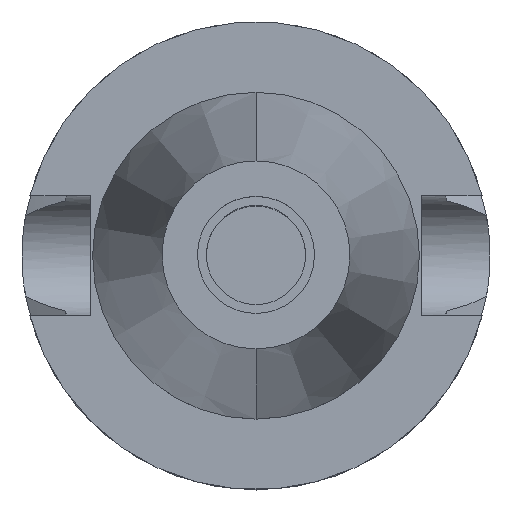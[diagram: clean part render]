
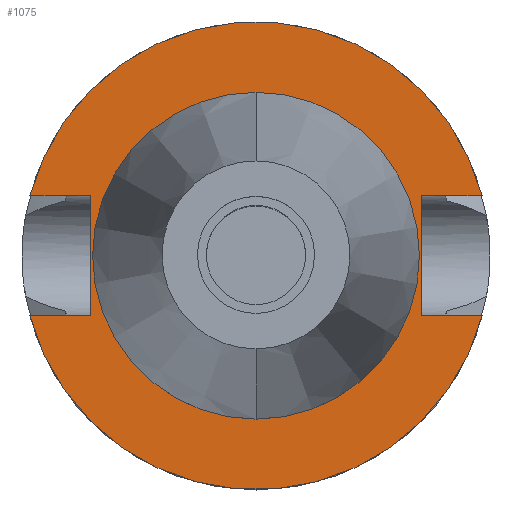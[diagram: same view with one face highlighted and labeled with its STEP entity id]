
A CAD part, top view. The second image highlights one B-rep face of the part: STEP entity #1075.
In plain terms, the highlighted planar face has unit normal (0, 0, 1).
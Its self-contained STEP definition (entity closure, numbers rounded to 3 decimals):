
#35 = DIRECTION ( 'NONE',  ( 0., 1., 0. ) ) ;
#157 = DIRECTION ( 'NONE',  ( 0., 1., 0. ) ) ;
#207 = VERTEX_POINT ( 'NONE', #2701 ) ;
#287 = CARTESIAN_POINT ( 'NONE',  ( 0., 0., -3. ) ) ;
#315 = AXIS2_PLACEMENT_3D ( 'NONE', #287, #507, #2515 ) ;
#316 = CARTESIAN_POINT ( 'NONE',  ( 35.4, -12.85, -3. ) ) ;
#400 = VECTOR ( 'NONE', #1862, 1000. ) ;
#461 = CARTESIAN_POINT ( 'NONE',  ( 35.4, 12.85, -3. ) ) ;
#479 = EDGE_CURVE ( 'NONE', #555, #2345, #1275, .T. ) ;
#500 = EDGE_CURVE ( 'NONE', #2345, #996, #2040, .T. ) ;
#507 = DIRECTION ( 'NONE',  ( 0., 0., 1. ) ) ;
#555 = VERTEX_POINT ( 'NONE', #2404 ) ;
#565 = FACE_BOUND ( 'NONE', #1214, .T. ) ;
#606 = CIRCLE ( 'NONE', #1924, 50. ) ;
#626 = EDGE_CURVE ( 'NONE', #1482, #2610, #2062, .T. ) ;
#643 = LINE ( 'NONE', #2074, #1571 ) ;
#704 = EDGE_CURVE ( 'NONE', #555, #1968, #1502, .T. ) ;
#756 = CARTESIAN_POINT ( 'NONE',  ( 0., 0., -3. ) ) ;
#831 = CIRCLE ( 'NONE', #315, 34.925 ) ;
#848 = ORIENTED_EDGE ( 'NONE', *, *, #626, .F. ) ;
#868 = ORIENTED_EDGE ( 'NONE', *, *, #3115, .T. ) ;
#872 = ORIENTED_EDGE ( 'NONE', *, *, #958, .F. ) ;
#933 = DIRECTION ( 'NONE',  ( 0., 1., 0. ) ) ;
#958 = EDGE_CURVE ( 'NONE', #1888, #3177, #1305, .T. ) ;
#996 = VERTEX_POINT ( 'NONE', #2087 ) ;
#1036 = VECTOR ( 'NONE', #1146, 1000. ) ;
#1075 = ADVANCED_FACE ( 'NONE', ( #3581, #565 ), #3061, .F. ) ;
#1101 = CARTESIAN_POINT ( 'NONE',  ( 0., 34.925, -3. ) ) ;
#1104 = DIRECTION ( 'NONE',  ( 0., -1., 0. ) ) ;
#1105 = CARTESIAN_POINT ( 'NONE',  ( 48.321, 12.85, -3. ) ) ;
#1146 = DIRECTION ( 'NONE',  ( 1., 0., 0. ) ) ;
#1154 = AXIS2_PLACEMENT_3D ( 'NONE', #1676, #3028, #1104 ) ;
#1214 = EDGE_LOOP ( 'NONE', ( #2035, #848 ) ) ;
#1218 = DIRECTION ( 'NONE',  ( -1., 0., 0. ) ) ;
#1275 = LINE ( 'NONE', #2599, #3098 ) ;
#1305 = LINE ( 'NONE', #461, #400 ) ;
#1324 = ORIENTED_EDGE ( 'NONE', *, *, #704, .T. ) ;
#1402 = LINE ( 'NONE', #316, #1036 ) ;
#1465 = DIRECTION ( 'NONE',  ( -1., 0., 0. ) ) ;
#1482 = VERTEX_POINT ( 'NONE', #1101 ) ;
#1490 = EDGE_CURVE ( 'NONE', #996, #3231, #606, .T. ) ;
#1502 = LINE ( 'NONE', #3174, #3517 ) ;
#1509 = EDGE_CURVE ( 'NONE', #2610, #1482, #831, .T. ) ;
#1527 = CARTESIAN_POINT ( 'NONE',  ( 0., -34.925, -3. ) ) ;
#1530 = CARTESIAN_POINT ( 'NONE',  ( 0., 0., -3. ) ) ;
#1543 = CARTESIAN_POINT ( 'NONE',  ( -35.4, 12.85, -3. ) ) ;
#1571 = VECTOR ( 'NONE', #3463, 1000. ) ;
#1608 = EDGE_LOOP ( 'NONE', ( #1324, #2414, #1795, #872, #868, #1990, #1679, #2708 ) ) ;
#1660 = CARTESIAN_POINT ( 'NONE',  ( 35.4, -12.85, -3. ) ) ;
#1676 = CARTESIAN_POINT ( 'NONE',  ( 0., 0., -3. ) ) ;
#1679 = ORIENTED_EDGE ( 'NONE', *, *, #500, .F. ) ;
#1795 = ORIENTED_EDGE ( 'NONE', *, *, #2930, .F. ) ;
#1816 = AXIS2_PLACEMENT_3D ( 'NONE', #756, #2206, #2442 ) ;
#1862 = DIRECTION ( 'NONE',  ( 0., -1., 0. ) ) ;
#1865 = EDGE_CURVE ( 'NONE', #207, #1968, #2859, .T. ) ;
#1888 = VERTEX_POINT ( 'NONE', #2171 ) ;
#1892 = DIRECTION ( 'NONE',  ( 0., 0., -1. ) ) ;
#1908 = CARTESIAN_POINT ( 'NONE',  ( -48.321, -12.85, -3. ) ) ;
#1924 = AXIS2_PLACEMENT_3D ( 'NONE', #1927, #1892, #35 ) ;
#1927 = CARTESIAN_POINT ( 'NONE',  ( 0., 0., -3. ) ) ;
#1968 = VERTEX_POINT ( 'NONE', #1908 ) ;
#1990 = ORIENTED_EDGE ( 'NONE', *, *, #1490, .F. ) ;
#2035 = ORIENTED_EDGE ( 'NONE', *, *, #1509, .F. ) ;
#2040 = LINE ( 'NONE', #1543, #3388 ) ;
#2062 = CIRCLE ( 'NONE', #3391, 34.925 ) ;
#2074 = CARTESIAN_POINT ( 'NONE',  ( 35.4, 12.85, -3. ) ) ;
#2087 = CARTESIAN_POINT ( 'NONE',  ( -48.321, 12.85, -3. ) ) ;
#2171 = CARTESIAN_POINT ( 'NONE',  ( 35.4, 12.85, -3. ) ) ;
#2206 = DIRECTION ( 'NONE',  ( 0., 0., -1. ) ) ;
#2345 = VERTEX_POINT ( 'NONE', #2675 ) ;
#2404 = CARTESIAN_POINT ( 'NONE',  ( -35.4, -12.85, -3. ) ) ;
#2414 = ORIENTED_EDGE ( 'NONE', *, *, #1865, .F. ) ;
#2442 = DIRECTION ( 'NONE',  ( 0., -1., 0. ) ) ;
#2515 = DIRECTION ( 'NONE',  ( 0., -1., 0. ) ) ;
#2599 = CARTESIAN_POINT ( 'NONE',  ( -35.4, -12.85, -3. ) ) ;
#2610 = VERTEX_POINT ( 'NONE', #1527 ) ;
#2639 = DIRECTION ( 'NONE',  ( 0., 0., 1. ) ) ;
#2675 = CARTESIAN_POINT ( 'NONE',  ( -35.4, 12.85, -3. ) ) ;
#2701 = CARTESIAN_POINT ( 'NONE',  ( 48.321, -12.85, -3. ) ) ;
#2708 = ORIENTED_EDGE ( 'NONE', *, *, #479, .F. ) ;
#2859 = CIRCLE ( 'NONE', #1816, 50. ) ;
#2930 = EDGE_CURVE ( 'NONE', #3177, #207, #1402, .T. ) ;
#3028 = DIRECTION ( 'NONE',  ( 0., 0., -1. ) ) ;
#3061 = PLANE ( 'NONE',  #1154 ) ;
#3098 = VECTOR ( 'NONE', #933, 1000. ) ;
#3115 = EDGE_CURVE ( 'NONE', #1888, #3231, #643, .T. ) ;
#3174 = CARTESIAN_POINT ( 'NONE',  ( -35.4, -12.85, -3. ) ) ;
#3177 = VERTEX_POINT ( 'NONE', #1660 ) ;
#3231 = VERTEX_POINT ( 'NONE', #1105 ) ;
#3388 = VECTOR ( 'NONE', #1218, 1000. ) ;
#3391 = AXIS2_PLACEMENT_3D ( 'NONE', #1530, #2639, #157 ) ;
#3463 = DIRECTION ( 'NONE',  ( 1., 0., 0. ) ) ;
#3517 = VECTOR ( 'NONE', #1465, 1000. ) ;
#3581 = FACE_OUTER_BOUND ( 'NONE', #1608, .T. ) ;
